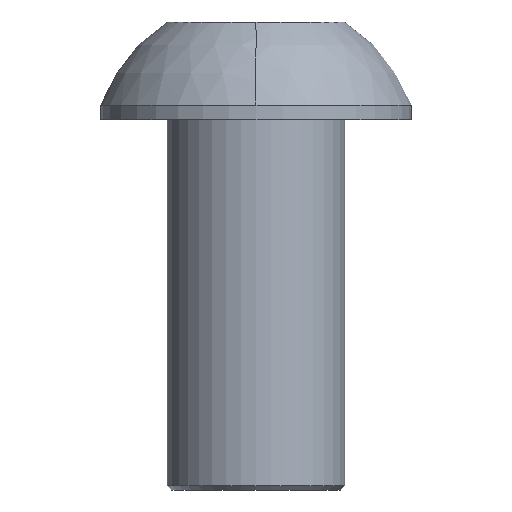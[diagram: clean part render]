
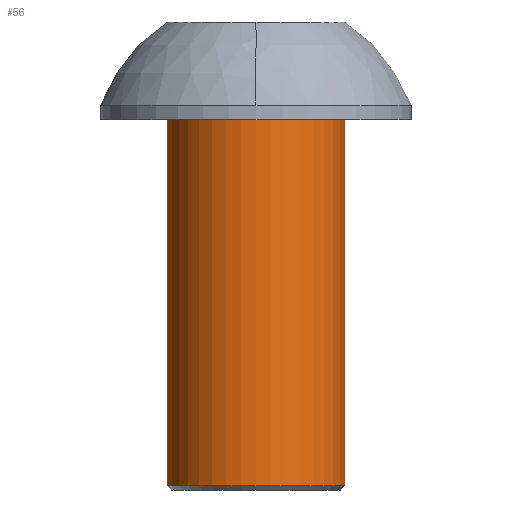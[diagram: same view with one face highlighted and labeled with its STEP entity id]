
A CAD part, front view. The second image highlights one B-rep face of the part: STEP entity #56.
In plain terms, the highlighted cylindrical face has radius 6 mm (diameter 12 mm), a partial arc.
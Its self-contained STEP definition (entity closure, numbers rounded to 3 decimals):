
#5 = LINE ( 'NONE', #338, #639 ) ;
#56 = ADVANCED_FACE ( 'NONE', ( #799 ), #734, .T. ) ;
#74 = AXIS2_PLACEMENT_3D ( 'NONE', #280, #539, #242 ) ;
#99 = EDGE_CURVE ( 'NONE', #615, #102, #275, .T. ) ;
#100 = CARTESIAN_POINT ( 'NONE',  ( 0., 0., 26.171 ) ) ;
#102 = VERTEX_POINT ( 'NONE', #464 ) ;
#107 = CARTESIAN_POINT ( 'NONE',  ( 6., 0., -15.5 ) ) ;
#142 = AXIS2_PLACEMENT_3D ( 'NONE', #204, #645, #582 ) ;
#150 = DIRECTION ( 'NONE',  ( 0., 0., -1. ) ) ;
#155 = CARTESIAN_POINT ( 'NONE',  ( -6., 0., 9.2 ) ) ;
#168 = DIRECTION ( 'NONE',  ( 0., 0., -1. ) ) ;
#173 = AXIS2_PLACEMENT_3D ( 'NONE', #100, #150, #662 ) ;
#181 = EDGE_LOOP ( 'NONE', ( #633, #243, #653, #795 ) ) ;
#204 = CARTESIAN_POINT ( 'NONE',  ( 0., 0., 9.2 ) ) ;
#208 = DIRECTION ( 'NONE',  ( 0., 0., -1. ) ) ;
#242 = DIRECTION ( 'NONE',  ( -1., 0., 0. ) ) ;
#243 = ORIENTED_EDGE ( 'NONE', *, *, #489, .F. ) ;
#257 = VERTEX_POINT ( 'NONE', #107 ) ;
#275 = LINE ( 'NONE', #473, #754 ) ;
#280 = CARTESIAN_POINT ( 'NONE',  ( 0., 0., -15.5 ) ) ;
#338 = CARTESIAN_POINT ( 'NONE',  ( 6., 0., 26.171 ) ) ;
#368 = VERTEX_POINT ( 'NONE', #760 ) ;
#441 = EDGE_CURVE ( 'NONE', #368, #257, #5, .T. ) ;
#464 = CARTESIAN_POINT ( 'NONE',  ( -6., 0., -15.5 ) ) ;
#472 = CIRCLE ( 'NONE', #74, 6. ) ;
#473 = CARTESIAN_POINT ( 'NONE',  ( -6., 0., 26.171 ) ) ;
#489 = EDGE_CURVE ( 'NONE', #615, #368, #757, .T. ) ;
#539 = DIRECTION ( 'NONE',  ( 0., 0., 1. ) ) ;
#582 = DIRECTION ( 'NONE',  ( -1., 0., 0. ) ) ;
#615 = VERTEX_POINT ( 'NONE', #155 ) ;
#633 = ORIENTED_EDGE ( 'NONE', *, *, #441, .F. ) ;
#639 = VECTOR ( 'NONE', #208, 1000. ) ;
#645 = DIRECTION ( 'NONE',  ( 0., 0., 1. ) ) ;
#653 = ORIENTED_EDGE ( 'NONE', *, *, #99, .T. ) ;
#655 = EDGE_CURVE ( 'NONE', #102, #257, #472, .T. ) ;
#662 = DIRECTION ( 'NONE',  ( -1., 0., 0. ) ) ;
#734 = CYLINDRICAL_SURFACE ( 'NONE', #173, 6. ) ;
#754 = VECTOR ( 'NONE', #168, 1000. ) ;
#757 = CIRCLE ( 'NONE', #142, 6. ) ;
#760 = CARTESIAN_POINT ( 'NONE',  ( 6., 0., 9.2 ) ) ;
#795 = ORIENTED_EDGE ( 'NONE', *, *, #655, .T. ) ;
#799 = FACE_OUTER_BOUND ( 'NONE', #181, .T. ) ;
